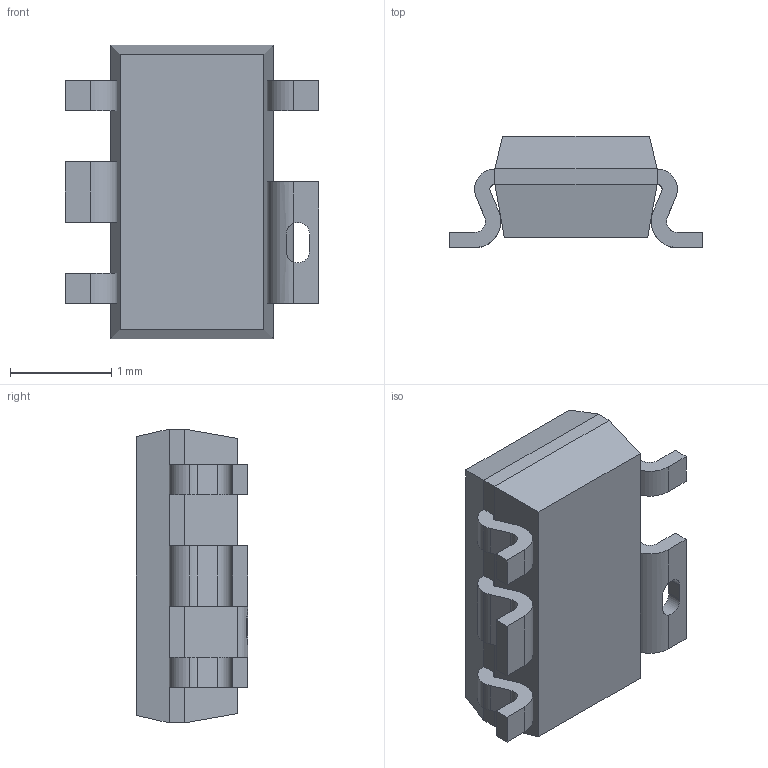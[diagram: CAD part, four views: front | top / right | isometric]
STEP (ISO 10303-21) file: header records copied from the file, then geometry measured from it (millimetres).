
FILE_DESCRIPTION (( 'STEP AP214' ), '1' );
FILE_NAME ('BTS3800SL.STEP', '2023-11-21T13:38:39', ( '' ), ( '' ), 'SwSTEP 2.0', 'SolidWorks 2021', '' );
FILE_SCHEMA (( 'AUTOMOTIVE_DESIGN' ));
Length unit declared in the file: millimetre
Products named in the file (1): BTS3800SL
Bounding box: 2.5 x 1.1 x 2.9 mm (x, y, z)
Volume: 4.7 mm3; surface area: 24.9 mm2
Topology: 6 solids, 6 shells, 88 faces, 226 edges, 148 vertices
Faces by surface type: plane 56, cylinder 32
Entity records: 2793 total; most frequent: CARTESIAN_POINT 511, DIRECTION 464, ORIENTED_EDGE 452, EDGE_CURVE 226, VECTOR 158, LINE 158, AXIS2_PLACEMENT_3D 153, VERTEX_POINT 148
